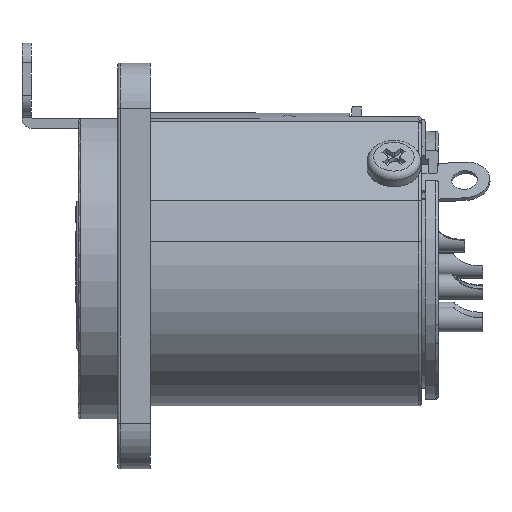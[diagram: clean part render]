
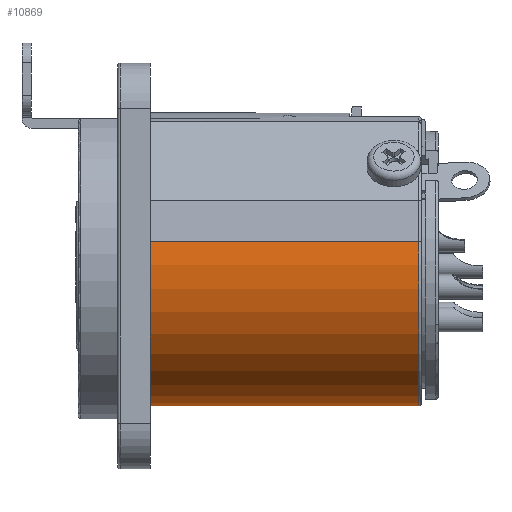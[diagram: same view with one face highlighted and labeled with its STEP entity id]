
A CAD part, front view. The second image highlights one B-rep face of the part: STEP entity #10869.
In plain terms, the highlighted cylindrical face has radius 10.7 mm (diameter 21.4 mm), a partial arc.
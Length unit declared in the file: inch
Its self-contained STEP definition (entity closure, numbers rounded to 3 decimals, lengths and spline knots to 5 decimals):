
#568=CYLINDRICAL_SURFACE('',#11555,0.42126);
#1222=LINE('',#17549,#2243);
#1227=LINE('',#17564,#2248);
#2243=VECTOR('',#13345,0.8189);
#2248=VECTOR('',#13362,0.8189);
#3216=FACE_OUTER_BOUND('',#3645,.T.);
#3645=EDGE_LOOP('',(#9155,#9156,#9157,#9158));
#4101=CIRCLE('',#11542,0.42126);
#4108=CIRCLE('',#11556,0.42126);
#5079=VERTEX_POINT('',#17467);
#5085=VERTEX_POINT('',#17500);
#5096=VERTEX_POINT('',#17548);
#5100=VERTEX_POINT('',#17563);
#6821=EDGE_CURVE('',#5079,#5085,#4101,.T.);
#6837=EDGE_CURVE('',#5096,#5085,#1222,.T.);
#6846=EDGE_CURVE('',#5100,#5079,#1227,.T.);
#6847=EDGE_CURVE('',#5096,#5100,#4108,.T.);
#9155=ORIENTED_EDGE('',*,*,#6821,.F.);
#9156=ORIENTED_EDGE('',*,*,#6846,.F.);
#9157=ORIENTED_EDGE('',*,*,#6847,.F.);
#9158=ORIENTED_EDGE('',*,*,#6837,.T.);
#10869=ADVANCED_FACE('',(#3216),#568,.T.);
#11542=AXIS2_PLACEMENT_3D('',#17504,#13318,#13319);
#11555=AXIS2_PLACEMENT_3D('',#17562,#13360,#13361);
#11556=AXIS2_PLACEMENT_3D('',#17565,#13363,#13364);
#13318=DIRECTION('center_axis',(1.,0.,0.));
#13319=DIRECTION('ref_axis',(0.,0.216,-0.976));
#13345=DIRECTION('',(1.,0.,0.));
#13360=DIRECTION('center_axis',(1.,0.,0.));
#13361=DIRECTION('ref_axis',(0.,0.985,-0.174));
#13362=DIRECTION('',(1.,0.,0.));
#13363=DIRECTION('center_axis',(-1.,0.,0.));
#13364=DIRECTION('ref_axis',(0.,0.985,-0.174));
#17467=CARTESIAN_POINT('',(3.85555,-1.07528,-1.32476));
#17500=CARTESIAN_POINT('',(3.85555,-0.31535,-1.15629));
#17504=CARTESIAN_POINT('Origin',(3.85555,-0.66042,-1.39791));
#17548=CARTESIAN_POINT('',(3.03666,-0.31535,-1.15629));
#17549=CARTESIAN_POINT('',(3.03666,-0.31535,-1.15629));
#17562=CARTESIAN_POINT('Origin',(3.03666,-0.66042,-1.39791));
#17563=CARTESIAN_POINT('',(3.03666,-1.07528,-1.32476));
#17564=CARTESIAN_POINT('',(3.03666,-1.07528,-1.32476));
#17565=CARTESIAN_POINT('Origin',(3.03666,-0.66042,-1.39791));
